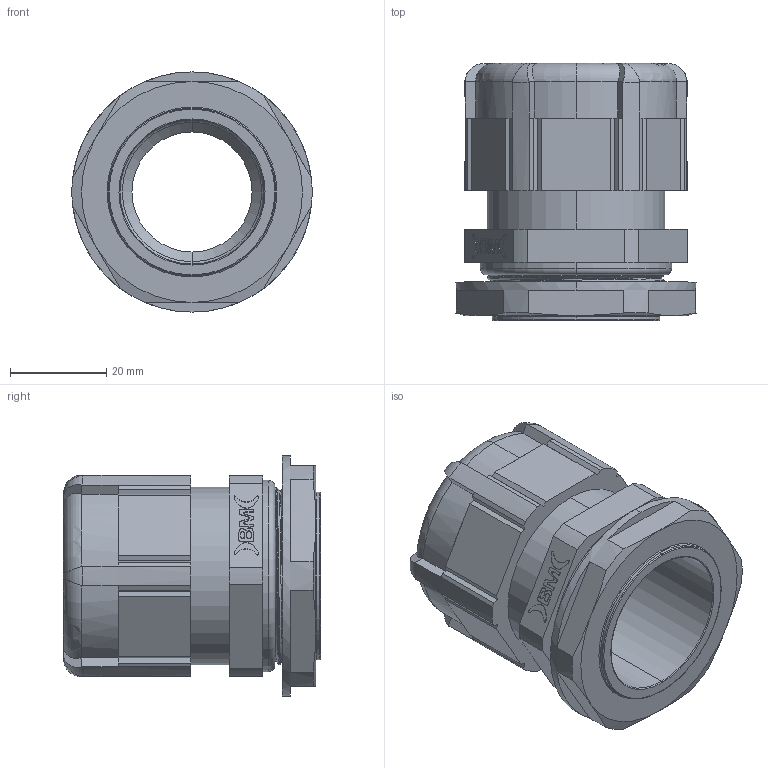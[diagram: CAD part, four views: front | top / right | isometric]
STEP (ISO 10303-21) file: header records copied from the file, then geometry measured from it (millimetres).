
FILE_DESCRIPTION (( 'STEP AP203' ), '1' );
FILE_NAME ('4729.STEP', '2026-03-12T12:46:19', ( '' ), ( '' ), 'SwSTEP 2.0', 'SolidWorks 2025', '' );
FILE_SCHEMA (( 'CONFIG_CONTROL_DESIGN' ));
Length unit declared in the file: millimetre
Products named in the file (1): 4729
Bounding box: 50 x 53.5 x 50 mm (x, y, z)
Volume: 43913.1 mm3; surface area: 16577.8 mm2
Topology: 1 solids, 1 shells, 324 faces, 859 edges, 557 vertices
Faces by surface type: plane 155, bspline 98, cylinder 38, torus 23, cone 10
Entity records: 16146 total; most frequent: CARTESIAN_POINT 8736, ORIENTED_EDGE 1716, DIRECTION 1186, EDGE_CURVE 858, VERTEX_POINT 555, LINE 470, VECTOR 470, AXIS2_PLACEMENT_3D 358
